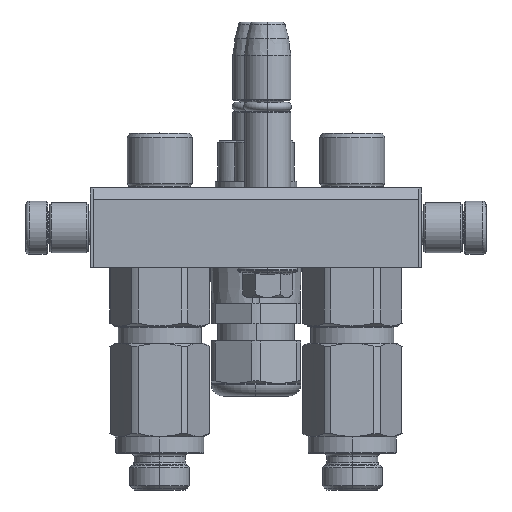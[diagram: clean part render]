
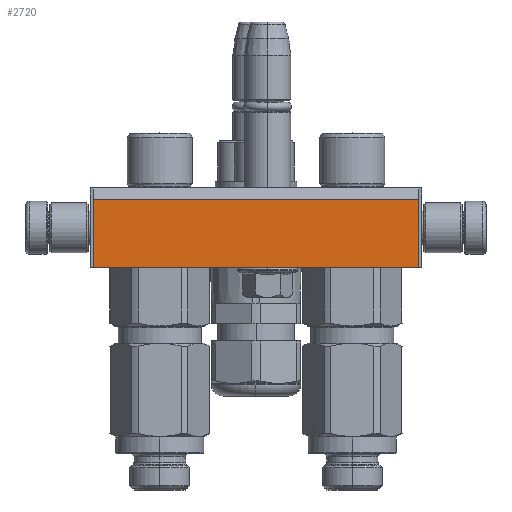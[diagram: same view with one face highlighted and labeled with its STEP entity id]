
A CAD part, left-side view. The second image highlights one B-rep face of the part: STEP entity #2720.
In plain terms, the highlighted face is planar.
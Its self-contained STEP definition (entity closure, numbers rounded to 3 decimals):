
#623 = DIRECTION ( 'NONE',  ( 1., 0., 0. ) ) ;
#1515 = ORIENTED_EDGE ( 'NONE', *, *, #43497, .T. ) ;
#2012 = VERTEX_POINT ( 'NONE', #2672 ) ;
#2023 = DIRECTION ( 'NONE',  ( 0., 1., 0. ) ) ;
#2672 = CARTESIAN_POINT ( 'NONE',  ( -20., 3.464, 24. ) ) ;
#2695 = CARTESIAN_POINT ( 'NONE',  ( 78., 3.464, 24. ) ) ;
#2720 = ADVANCED_FACE ( 'NONE', ( #49294 ), #11639, .T. ) ;
#3176 = AXIS2_PLACEMENT_3D ( 'NONE', #15610, #43709, #11994 ) ;
#5130 = VERTEX_POINT ( 'NONE', #50555 ) ;
#6270 = ORIENTED_EDGE ( 'NONE', *, *, #19809, .F. ) ;
#6932 = CARTESIAN_POINT ( 'NONE',  ( -20., 3.464, 24. ) ) ;
#9161 = LINE ( 'NONE', #21793, #14736 ) ;
#10299 = VECTOR ( 'NONE', #623, 1000. ) ;
#11219 = ORIENTED_EDGE ( 'NONE', *, *, #31905, .F. ) ;
#11639 = PLANE ( 'NONE',  #3176 ) ;
#11994 = DIRECTION ( 'NONE',  ( 1., 0., 0. ) ) ;
#12771 = CARTESIAN_POINT ( 'NONE',  ( -20., 3.464, 24. ) ) ;
#14736 = VECTOR ( 'NONE', #2023, 1000. ) ;
#15236 = LINE ( 'NONE', #36149, #10299 ) ;
#15608 = VERTEX_POINT ( 'NONE', #2695 ) ;
#15610 = CARTESIAN_POINT ( 'NONE',  ( -21., 0., 24. ) ) ;
#16403 = LINE ( 'NONE', #6932, #46156 ) ;
#19809 = EDGE_CURVE ( 'NONE', #38890, #5130, #15236, .T. ) ;
#21793 = CARTESIAN_POINT ( 'NONE',  ( 78., 3.464, 24. ) ) ;
#24671 = DIRECTION ( 'NONE',  ( 1., 0., 0. ) ) ;
#31905 = EDGE_CURVE ( 'NONE', #2012, #38890, #16403, .T. ) ;
#32929 = LINE ( 'NONE', #12771, #39821 ) ;
#36149 = CARTESIAN_POINT ( 'NONE',  ( -20., 24., 24. ) ) ;
#38472 = ORIENTED_EDGE ( 'NONE', *, *, #46006, .T. ) ;
#38890 = VERTEX_POINT ( 'NONE', #51244 ) ;
#39821 = VECTOR ( 'NONE', #24671, 1000. ) ;
#43497 = EDGE_CURVE ( 'NONE', #15608, #5130, #9161, .T. ) ;
#43709 = DIRECTION ( 'NONE',  ( 0., 0., 1. ) ) ;
#46006 = EDGE_CURVE ( 'NONE', #2012, #15608, #32929, .T. ) ;
#46156 = VECTOR ( 'NONE', #50930, 1000. ) ;
#49294 = FACE_OUTER_BOUND ( 'NONE', #49357, .T. ) ;
#49357 = EDGE_LOOP ( 'NONE', ( #6270, #11219, #38472, #1515 ) ) ;
#50555 = CARTESIAN_POINT ( 'NONE',  ( 78., 24., 24. ) ) ;
#50930 = DIRECTION ( 'NONE',  ( 0., 1., 0. ) ) ;
#51244 = CARTESIAN_POINT ( 'NONE',  ( -20., 24., 24. ) ) ;
